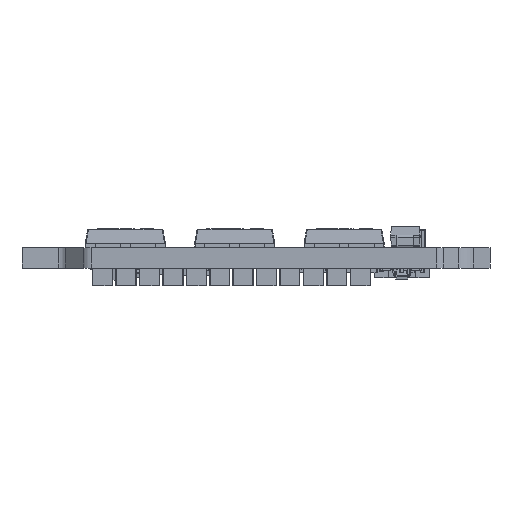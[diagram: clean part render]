
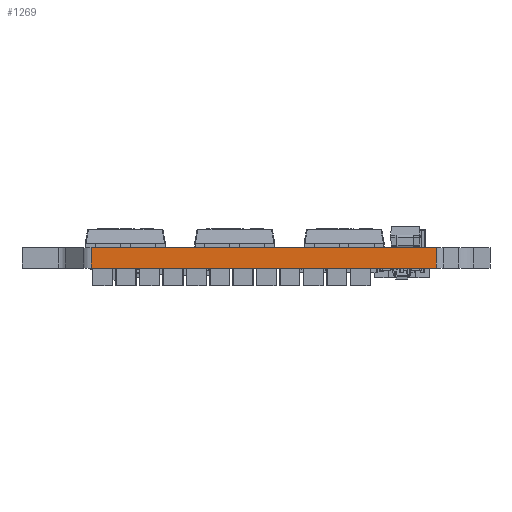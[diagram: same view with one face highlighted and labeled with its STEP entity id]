
A CAD part, front view. The second image highlights one B-rep face of the part: STEP entity #1269.
In plain terms, the highlighted planar face has unit normal (0, -1, 0).
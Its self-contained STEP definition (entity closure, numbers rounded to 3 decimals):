
#1242 = VERTEX_POINT('',#1243);
#1243 = CARTESIAN_POINT('',(51.113,0.001,2.525));
#1250 = EDGE_CURVE('',#1251,#1242,#1253,.T.);
#1251 = VERTEX_POINT('',#1252);
#1252 = CARTESIAN_POINT('',(51.113,0.001,0.));
#1253 = LINE('',#1254,#1255);
#1254 = CARTESIAN_POINT('',(51.113,0.001,0.));
#1255 = VECTOR('',#1256,1.);
#1256 = DIRECTION('',(0.,0.,1.));
#1269 = ADVANCED_FACE('',(#1270),#1295,.T.);
#1270 = FACE_BOUND('',#1271,.T.);
#1271 = EDGE_LOOP('',(#1272,#1273,#1281,#1289));
#1272 = ORIENTED_EDGE('',*,*,#1250,.T.);
#1273 = ORIENTED_EDGE('',*,*,#1274,.T.);
#1274 = EDGE_CURVE('',#1242,#1275,#1277,.T.);
#1275 = VERTEX_POINT('',#1276);
#1276 = CARTESIAN_POINT('',(8.53,0.,2.525));
#1277 = LINE('',#1278,#1279);
#1278 = CARTESIAN_POINT('',(51.113,0.001,2.525));
#1279 = VECTOR('',#1280,1.);
#1280 = DIRECTION('',(-1.,0.,0.));
#1281 = ORIENTED_EDGE('',*,*,#1282,.F.);
#1282 = EDGE_CURVE('',#1283,#1275,#1285,.T.);
#1283 = VERTEX_POINT('',#1284);
#1284 = CARTESIAN_POINT('',(8.53,0.,0.));
#1285 = LINE('',#1286,#1287);
#1286 = CARTESIAN_POINT('',(8.53,0.,0.));
#1287 = VECTOR('',#1288,1.);
#1288 = DIRECTION('',(0.,0.,1.));
#1289 = ORIENTED_EDGE('',*,*,#1290,.F.);
#1290 = EDGE_CURVE('',#1251,#1283,#1291,.T.);
#1291 = LINE('',#1292,#1293);
#1292 = CARTESIAN_POINT('',(51.113,0.001,0.));
#1293 = VECTOR('',#1294,1.);
#1294 = DIRECTION('',(-1.,0.,0.));
#1295 = PLANE('',#1296);
#1296 = AXIS2_PLACEMENT_3D('',#1297,#1298,#1299);
#1297 = CARTESIAN_POINT('',(51.113,0.001,0.));
#1298 = DIRECTION('',(0.,-1.,0.));
#1299 = DIRECTION('',(-1.,0.,0.));
